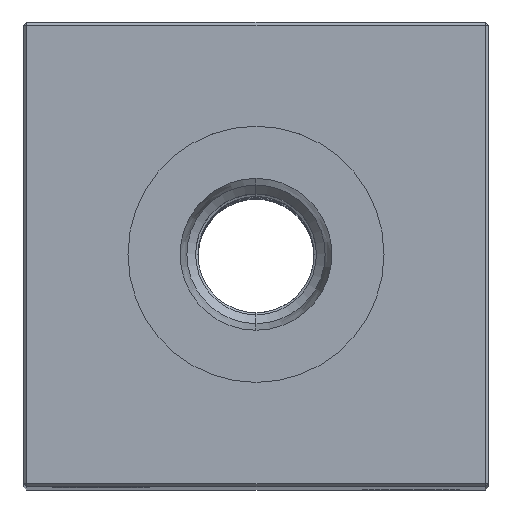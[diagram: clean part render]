
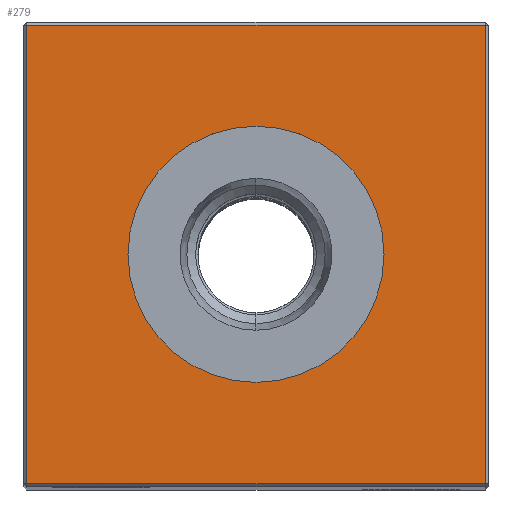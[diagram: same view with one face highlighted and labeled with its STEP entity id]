
A CAD part, top view. The second image highlights one B-rep face of the part: STEP entity #279.
In plain terms, the highlighted planar face has unit normal (0, 0, 1).
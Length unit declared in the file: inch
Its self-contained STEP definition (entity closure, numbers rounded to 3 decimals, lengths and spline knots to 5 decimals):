
#129 = ORIENTED_EDGE ( 'NONE', *, *, #3530, .T. ) ;
#279 = ADVANCED_FACE ( 'NONE', ( #11277, #9177 ), #26338, .F. ) ;
#1201 = LINE ( 'NONE', #26508, #12160 ) ;
#1237 = EDGE_CURVE ( 'NONE', #12037, #13429, #1201, .T. ) ;
#1465 = CIRCLE ( 'NONE', #9416, 0.41339 ) ;
#1929 = VERTEX_POINT ( 'NONE', #14639 ) ;
#2923 = DIRECTION ( 'NONE',  ( -1., 0., 0. ) ) ;
#3365 = CIRCLE ( 'NONE', #26355, 0.41339 ) ;
#3530 = EDGE_CURVE ( 'NONE', #1929, #16369, #3365, .T. ) ;
#4161 = DIRECTION ( 'NONE',  ( 0., 1., 0. ) ) ;
#5181 = VERTEX_POINT ( 'NONE', #13679 ) ;
#5400 = DIRECTION ( 'NONE',  ( 0., 0., -1. ) ) ;
#7239 = CARTESIAN_POINT ( 'NONE',  ( -0.74, -0.74, 6.25 ) ) ;
#7429 = ORIENTED_EDGE ( 'NONE', *, *, #9005, .T. ) ;
#7483 = LINE ( 'NONE', #15942, #27309 ) ;
#7893 = VERTEX_POINT ( 'NONE', #16090 ) ;
#9005 = EDGE_CURVE ( 'NONE', #7893, #12037, #7483, .T. ) ;
#9177 = FACE_BOUND ( 'NONE', #16322, .T. ) ;
#9416 = AXIS2_PLACEMENT_3D ( 'NONE', #23020, #22607, #10440 ) ;
#10113 = VECTOR ( 'NONE', #4161, 39.37008 ) ;
#10440 = DIRECTION ( 'NONE',  ( -1., 0., 0. ) ) ;
#11269 = VECTOR ( 'NONE', #24894, 39.37008 ) ;
#11277 = FACE_OUTER_BOUND ( 'NONE', #19696, .T. ) ;
#11585 = ORIENTED_EDGE ( 'NONE', *, *, #26702, .T. ) ;
#11756 = EDGE_CURVE ( 'NONE', #16369, #1929, #1465, .T. ) ;
#12037 = VERTEX_POINT ( 'NONE', #7239 ) ;
#12160 = VECTOR ( 'NONE', #24564, 39.37008 ) ;
#13429 = VERTEX_POINT ( 'NONE', #16889 ) ;
#13627 = DIRECTION ( 'NONE',  ( -1., 0., 0. ) ) ;
#13679 = CARTESIAN_POINT ( 'NONE',  ( 0.74, 0.74, 6.25 ) ) ;
#13865 = DIRECTION ( 'NONE',  ( 0., -1., 0. ) ) ;
#14639 = CARTESIAN_POINT ( 'NONE',  ( 0., 0.41339, 6.25 ) ) ;
#15942 = CARTESIAN_POINT ( 'NONE',  ( -0.74, 0., 6.25 ) ) ;
#16090 = CARTESIAN_POINT ( 'NONE',  ( -0.74, 0.74, 6.25 ) ) ;
#16322 = EDGE_LOOP ( 'NONE', ( #129, #26030 ) ) ;
#16369 = VERTEX_POINT ( 'NONE', #19896 ) ;
#16459 = CARTESIAN_POINT ( 'NONE',  ( 0., 0.74, 6.25 ) ) ;
#16889 = CARTESIAN_POINT ( 'NONE',  ( 0.74, -0.74, 6.25 ) ) ;
#17894 = AXIS2_PLACEMENT_3D ( 'NONE', #20117, #24395, #13627 ) ;
#18269 = CARTESIAN_POINT ( 'NONE',  ( 0., 0., 6.25 ) ) ;
#19696 = EDGE_LOOP ( 'NONE', ( #7429, #26365, #11585, #25121 ) ) ;
#19896 = CARTESIAN_POINT ( 'NONE',  ( 0., -0.41339, 6.25 ) ) ;
#20117 = CARTESIAN_POINT ( 'NONE',  ( 0., 0., 6.25 ) ) ;
#22607 = DIRECTION ( 'NONE',  ( 0., 0., -1. ) ) ;
#22997 = LINE ( 'NONE', #25217, #10113 ) ;
#23020 = CARTESIAN_POINT ( 'NONE',  ( 0., 0., 6.25 ) ) ;
#24395 = DIRECTION ( 'NONE',  ( 0., 0., -1. ) ) ;
#24564 = DIRECTION ( 'NONE',  ( 1., 0., 0. ) ) ;
#24894 = DIRECTION ( 'NONE',  ( -1., 0., 0. ) ) ;
#25063 = EDGE_CURVE ( 'NONE', #5181, #7893, #26955, .T. ) ;
#25121 = ORIENTED_EDGE ( 'NONE', *, *, #25063, .T. ) ;
#25217 = CARTESIAN_POINT ( 'NONE',  ( 0.74, 0., 6.25 ) ) ;
#26030 = ORIENTED_EDGE ( 'NONE', *, *, #11756, .T. ) ;
#26338 = PLANE ( 'NONE',  #17894 ) ;
#26355 = AXIS2_PLACEMENT_3D ( 'NONE', #18269, #5400, #2923 ) ;
#26365 = ORIENTED_EDGE ( 'NONE', *, *, #1237, .T. ) ;
#26508 = CARTESIAN_POINT ( 'NONE',  ( 0., -0.74, 6.25 ) ) ;
#26702 = EDGE_CURVE ( 'NONE', #13429, #5181, #22997, .T. ) ;
#26955 = LINE ( 'NONE', #16459, #11269 ) ;
#27309 = VECTOR ( 'NONE', #13865, 39.37008 ) ;
